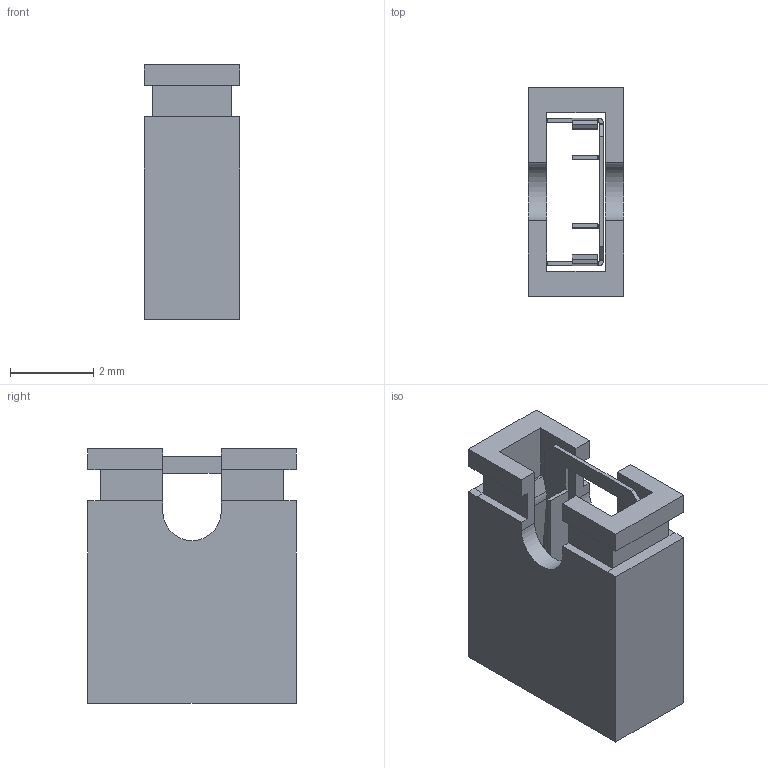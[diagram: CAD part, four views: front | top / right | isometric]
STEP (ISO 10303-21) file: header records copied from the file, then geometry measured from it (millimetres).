
FILE_DESCRIPTION(('FreeCAD Model'),'2;1');
FILE_NAME('Open CASCADE Shape Model','2024-06-27T13:18:05',(''),(''), 'Open CASCADE STEP processor 7.6','FreeCAD','Unknown');
FILE_SCHEMA(('AUTOMOTIVE_DESIGN { 1 0 10303 214 1 1 1 1 }'));
Length unit declared in the file: millimetre
Products named in the file (3): jumper; Frame; Jump
Assembly tree (2 placements, depth 2):
  jumper
    Frame
    Jump
Bounding box: 2.3 x 5 x 6.1 mm (x, y, z)
Volume: 35.3 mm3; surface area: 209.4 mm2
Topology: 2 solids, 2 shells, 145 faces, 350 edges, 208 vertices
Faces by surface type: plane 111, cylinder 18, bspline 16
Entity records: 8583 total; most frequent: CARTESIAN_POINT 5344, ORIENTED_EDGE 700, DIRECTION 578, EDGE_CURVE 350, LINE 282, VECTOR 282, VERTEX_POINT 208, AXIS2_PLACEMENT_3D 148
